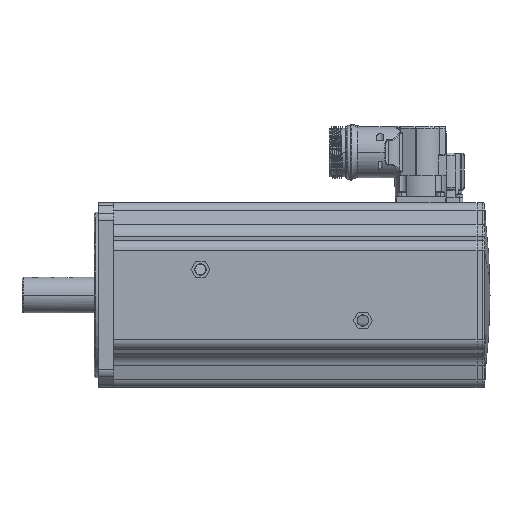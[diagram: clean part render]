
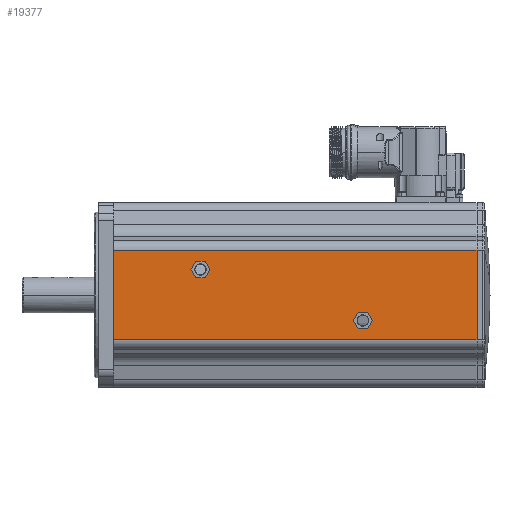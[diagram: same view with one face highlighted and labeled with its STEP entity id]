
A CAD part, top view. The second image highlights one B-rep face of the part: STEP entity #19377.
In plain terms, the highlighted planar face has unit normal (0, 0, 1).
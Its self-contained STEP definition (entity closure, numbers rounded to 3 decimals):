
#18587=DIRECTION('',(-1.,0.,0.));
#18588=VECTOR('',#18587,285.);
#18589=CARTESIAN_POINT('',(357.,-34.941,72.5));
#18590=LINE('',#18589,#18588);
#18591=DIRECTION('',(0.,1.,0.));
#18592=VECTOR('',#18591,69.883);
#18593=CARTESIAN_POINT('',(72.,-34.941,72.5));
#18594=LINE('',#18593,#18592);
#18595=DIRECTION('',(-1.,0.,0.));
#18596=VECTOR('',#18595,285.);
#18597=CARTESIAN_POINT('',(357.,34.941,72.5));
#18598=LINE('',#18597,#18596);
#18599=DIRECTION('',(0.,-1.,0.));
#18600=VECTOR('',#18599,69.883);
#18601=CARTESIAN_POINT('',(357.,34.941,72.5));
#18602=LINE('',#18601,#18600);
#18603=CARTESIAN_POINT('',(140.,20.,72.5));
#18604=DIRECTION('',(0.,0.,-1.));
#18605=DIRECTION('',(0.,1.,0.));
#18606=AXIS2_PLACEMENT_3D('',#18603,#18604,#18605);
#18608=CARTESIAN_POINT('',(140.,20.,72.5));
#18609=DIRECTION('',(0.,0.,-1.));
#18610=DIRECTION('',(0.,-1.,0.));
#18611=AXIS2_PLACEMENT_3D('',#18608,#18609,#18610);
#18613=CARTESIAN_POINT('',(267.5,-20.,72.5));
#18614=DIRECTION('',(0.,0.,-1.));
#18615=DIRECTION('',(0.,1.,0.));
#18616=AXIS2_PLACEMENT_3D('',#18613,#18614,#18615);
#18618=CARTESIAN_POINT('',(267.5,-20.,72.5));
#18619=DIRECTION('',(0.,0.,-1.));
#18620=DIRECTION('',(0.,-1.,0.));
#18621=AXIS2_PLACEMENT_3D('',#18618,#18619,#18620);
#19112=CARTESIAN_POINT('',(72.,-34.941,72.5));
#19114=VERTEX_POINT('',#19112);
#19115=CARTESIAN_POINT('',(357.,-34.941,72.5));
#19116=VERTEX_POINT('',#19115);
#19119=CARTESIAN_POINT('',(72.,34.941,72.5));
#19121=VERTEX_POINT('',#19119);
#19125=CARTESIAN_POINT('',(357.,34.941,72.5));
#19126=VERTEX_POINT('',#19125);
#19160=CARTESIAN_POINT('',(267.5,-14.278,72.5));
#19161=VERTEX_POINT('',#19160);
#19162=CARTESIAN_POINT('',(267.5,-25.723,72.5));
#19163=VERTEX_POINT('',#19162);
#19166=CARTESIAN_POINT('',(140.,25.723,72.5));
#19167=VERTEX_POINT('',#19166);
#19168=CARTESIAN_POINT('',(140.,14.278,72.5));
#19169=VERTEX_POINT('',#19168);
#19351=CARTESIAN_POINT('',(72.,41.08,72.5));
#19352=DIRECTION('',(0.,0.,1.));
#19353=DIRECTION('',(0.,-1.,0.));
#19354=AXIS2_PLACEMENT_3D('',#19351,#19352,#19353);
#19355=PLANE('',#19354);
#19357=ORIENTED_EDGE('',*,*,#19356,.T.);
#19359=ORIENTED_EDGE('',*,*,#19358,.T.);
#19360=ORIENTED_EDGE('',*,*,#19346,.F.);
#19362=ORIENTED_EDGE('',*,*,#19361,.T.);
#19363=EDGE_LOOP('',(#19357,#19359,#19360,#19362));
#19364=FACE_OUTER_BOUND('',#19363,.F.);
#19366=ORIENTED_EDGE('',*,*,#19365,.F.);
#19368=ORIENTED_EDGE('',*,*,#19367,.F.);
#19369=EDGE_LOOP('',(#19366,#19368));
#19370=FACE_BOUND('',#19369,.F.);
#19372=ORIENTED_EDGE('',*,*,#19371,.F.);
#19374=ORIENTED_EDGE('',*,*,#19373,.F.);
#19375=EDGE_LOOP('',(#19372,#19374));
#19376=FACE_BOUND('',#19375,.F.);
#19377=ADVANCED_FACE('',(#19364,#19370,#19376),#19355,.T.);
#18607=CIRCLE('',#18606,5.723);
#18612=CIRCLE('',#18611,5.723);
#18617=CIRCLE('',#18616,5.723);
#18622=CIRCLE('',#18621,5.723);
#19346=EDGE_CURVE('',#19126,#19121,#18598,.T.);
#19356=EDGE_CURVE('',#19116,#19114,#18590,.T.);
#19358=EDGE_CURVE('',#19114,#19121,#18594,.T.);
#19361=EDGE_CURVE('',#19126,#19116,#18602,.T.);
#19365=EDGE_CURVE('',#19167,#19169,#18607,.T.);
#19367=EDGE_CURVE('',#19169,#19167,#18612,.T.);
#19371=EDGE_CURVE('',#19161,#19163,#18617,.T.);
#19373=EDGE_CURVE('',#19163,#19161,#18622,.T.);
